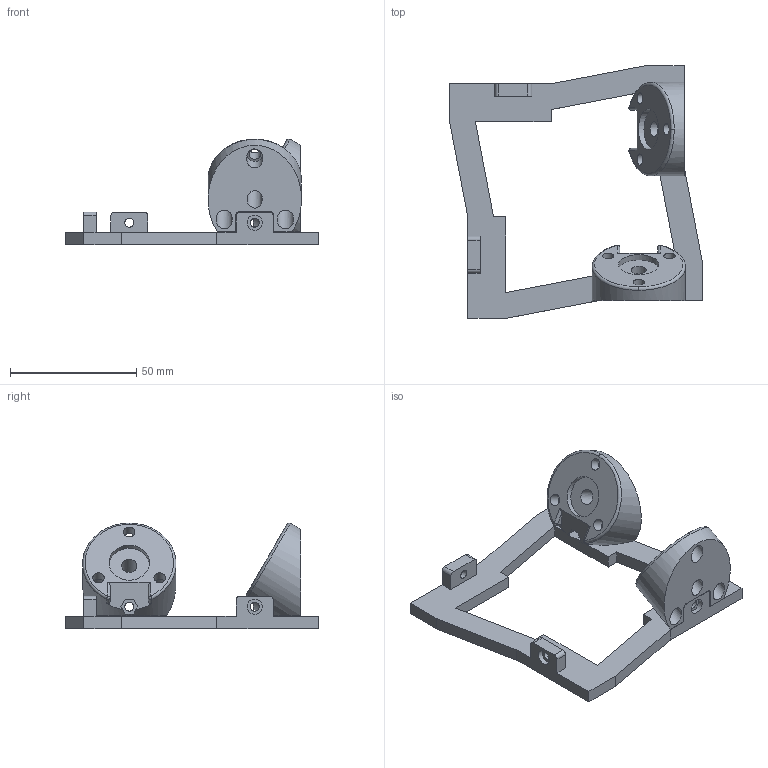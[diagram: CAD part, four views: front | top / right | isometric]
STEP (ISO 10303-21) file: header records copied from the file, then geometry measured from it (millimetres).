
FILE_DESCRIPTION(('FreeCAD Model'),'2;1');
FILE_NAME('Open CASCADE Shape Model','2024-04-07T14:48:34',(''),(''), 'Open CASCADE STEP processor 7.6','FreeCAD','Unknown');
FILE_SCHEMA(('AUTOMOTIVE_DESIGN { 1 0 10303 214 1 1 1 1 }'));
Length unit declared in the file: millimetre
Products named in the file (4): __wheel_support; Body; Body001; Body002
Assembly tree (3 placements, depth 2):
  __wheel_support
    Body
    Body001
    Body002
Bounding box: 100 x 100 x 41.86 mm (x, y, z)
Volume: 47591.1 mm3; surface area: 23151.5 mm2
Topology: 3 solids, 3 shells, 144 faces, 376 edges, 246 vertices
Faces by surface type: plane 88, cylinder 48, torus 4, sphere 4
Full cylindrical faces by diameter (mm): 3.5 x6, 4.5 x6, 6 x6, 6.5 x6, 16 x2, 37 x2
Entity records: 4566 total; most frequent: DIRECTION 792, CARTESIAN_POINT 768, ORIENTED_EDGE 744, EDGE_CURVE 372, AXIS2_PLACEMENT_3D 274, VERTEX_POINT 246, LINE 244, VECTOR 244
